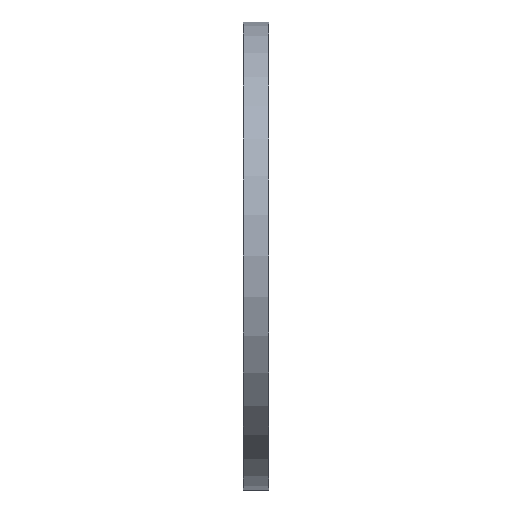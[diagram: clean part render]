
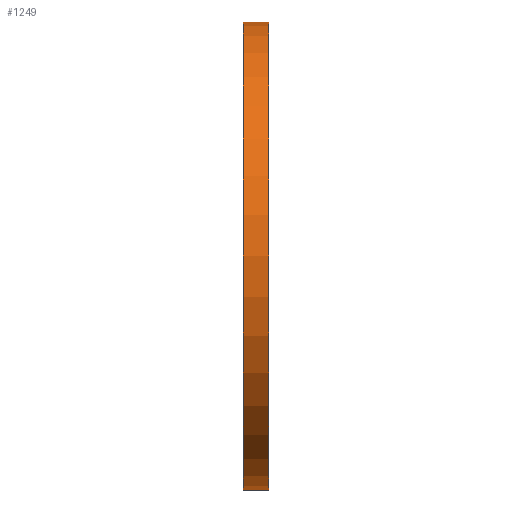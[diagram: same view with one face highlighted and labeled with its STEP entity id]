
A CAD part, left-side view. The second image highlights one B-rep face of the part: STEP entity #1249.
In plain terms, the highlighted cylindrical face has radius 41.5 mm (diameter 83 mm), a partial arc.
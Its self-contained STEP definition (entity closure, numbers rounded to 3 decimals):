
#10 = CARTESIAN_POINT ( 'NONE',  ( 0., 4.5, -41.5 ) ) ;
#30 = ORIENTED_EDGE ( 'NONE', *, *, #1039, .T. ) ;
#66 = CIRCLE ( 'NONE', #239, 41.5 ) ;
#134 = CARTESIAN_POINT ( 'NONE',  ( 0., 0., -41.5 ) ) ;
#164 = ORIENTED_EDGE ( 'NONE', *, *, #425, .T. ) ;
#173 = EDGE_CURVE ( 'NONE', #1064, #602, #550, .T. ) ;
#223 = VECTOR ( 'NONE', #865, 1000. ) ;
#239 = AXIS2_PLACEMENT_3D ( 'NONE', #585, #1196, #498 ) ;
#262 = DIRECTION ( 'NONE',  ( 0., -1., 0. ) ) ;
#296 = ORIENTED_EDGE ( 'NONE', *, *, #173, .F. ) ;
#425 = EDGE_CURVE ( 'NONE', #1091, #602, #1197, .T. ) ;
#448 = CARTESIAN_POINT ( 'NONE',  ( 0., 4.5, 41.5 ) ) ;
#498 = DIRECTION ( 'NONE',  ( 0., 0., 1. ) ) ;
#533 = LINE ( 'NONE', #10, #691 ) ;
#550 = LINE ( 'NONE', #554, #223 ) ;
#554 = CARTESIAN_POINT ( 'NONE',  ( 0., 4.5, 41.5 ) ) ;
#558 = DIRECTION ( 'NONE',  ( 0., -1., 0. ) ) ;
#585 = CARTESIAN_POINT ( 'NONE',  ( 0., 4.5, 0. ) ) ;
#602 = VERTEX_POINT ( 'NONE', #1242 ) ;
#605 = CARTESIAN_POINT ( 'NONE',  ( 0., 0., 0. ) ) ;
#691 = VECTOR ( 'NONE', #558, 1000. ) ;
#695 = AXIS2_PLACEMENT_3D ( 'NONE', #605, #1047, #1155 ) ;
#752 = CARTESIAN_POINT ( 'NONE',  ( 0., 4.5, -41.5 ) ) ;
#865 = DIRECTION ( 'NONE',  ( 0., -1., 0. ) ) ;
#933 = EDGE_LOOP ( 'NONE', ( #296, #964, #30, #164 ) ) ;
#964 = ORIENTED_EDGE ( 'NONE', *, *, #1184, .F. ) ;
#966 = CARTESIAN_POINT ( 'NONE',  ( 0., 4.5, 0. ) ) ;
#993 = AXIS2_PLACEMENT_3D ( 'NONE', #966, #262, #1173 ) ;
#1039 = EDGE_CURVE ( 'NONE', #1177, #1091, #533, .T. ) ;
#1047 = DIRECTION ( 'NONE',  ( 0., 1., 0. ) ) ;
#1064 = VERTEX_POINT ( 'NONE', #448 ) ;
#1069 = CYLINDRICAL_SURFACE ( 'NONE', #993, 41.5 ) ;
#1091 = VERTEX_POINT ( 'NONE', #134 ) ;
#1155 = DIRECTION ( 'NONE',  ( 0., 0., 1. ) ) ;
#1173 = DIRECTION ( 'NONE',  ( 0., 0., -1. ) ) ;
#1177 = VERTEX_POINT ( 'NONE', #752 ) ;
#1184 = EDGE_CURVE ( 'NONE', #1177, #1064, #66, .T. ) ;
#1196 = DIRECTION ( 'NONE',  ( 0., 1., 0. ) ) ;
#1197 = CIRCLE ( 'NONE', #695, 41.5 ) ;
#1242 = CARTESIAN_POINT ( 'NONE',  ( 0., 0., 41.5 ) ) ;
#1249 = ADVANCED_FACE ( 'NONE', ( #1296 ), #1069, .T. ) ;
#1296 = FACE_OUTER_BOUND ( 'NONE', #933, .T. ) ;
